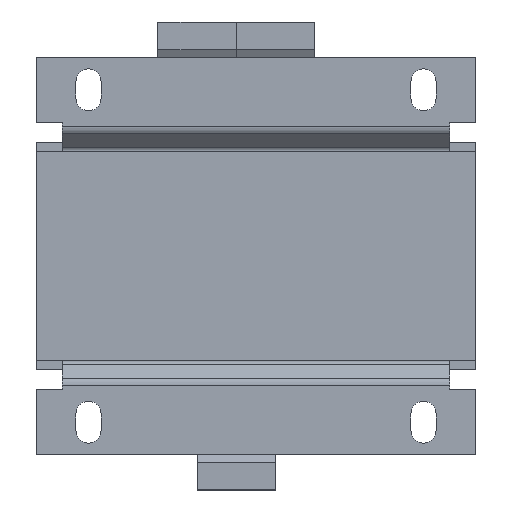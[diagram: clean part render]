
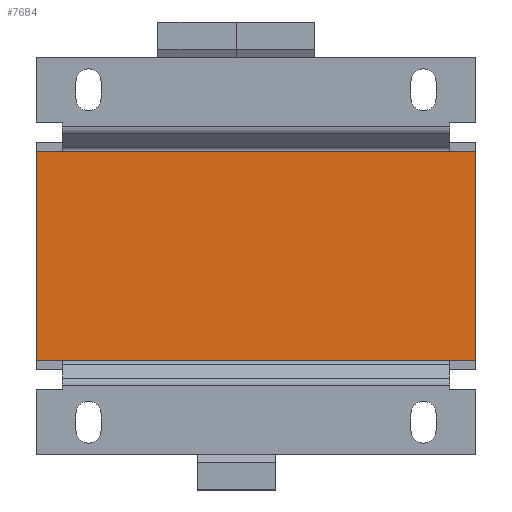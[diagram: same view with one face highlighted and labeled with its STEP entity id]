
A CAD part, front view. The second image highlights one B-rep face of the part: STEP entity #7684.
In plain terms, the highlighted planar face has unit normal (0, -1, 0).
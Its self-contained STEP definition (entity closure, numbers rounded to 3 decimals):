
#53 = CARTESIAN_POINT ( 'NONE',  ( 0., -36., 0. ) ) ;
#157 = CARTESIAN_POINT ( 'NONE',  ( -84.022, -36., -20. ) ) ;
#244 = VECTOR ( 'NONE', #3053, 1000. ) ;
#278 = LINE ( 'NONE', #157, #4856 ) ;
#295 = ORIENTED_EDGE ( 'NONE', *, *, #3015, .F. ) ;
#359 = LINE ( 'NONE', #2968, #5124 ) ;
#592 = VECTOR ( 'NONE', #2383, 1000. ) ;
#600 = ORIENTED_EDGE ( 'NONE', *, *, #2954, .F. ) ;
#622 = EDGE_LOOP ( 'NONE', ( #3824, #2330, #1856, #6379, #295, #6635, #3628, #600 ) ) ;
#1186 = DIRECTION ( 'NONE',  ( 0., 0., 1. ) ) ;
#1289 = VECTOR ( 'NONE', #5937, 1000. ) ;
#1334 = DIRECTION ( 'NONE',  ( 0., 0., 1. ) ) ;
#1368 = DIRECTION ( 'NONE',  ( -1., 0., 0. ) ) ;
#1558 = AXIS2_PLACEMENT_3D ( 'NONE', #53, #4924, #1334 ) ;
#1605 = CARTESIAN_POINT ( 'NONE',  ( 42., -36., 20. ) ) ;
#1606 = CARTESIAN_POINT ( 'NONE',  ( 42., -36., -20. ) ) ;
#1853 = VERTEX_POINT ( 'NONE', #7485 ) ;
#1856 = ORIENTED_EDGE ( 'NONE', *, *, #4140, .T. ) ;
#1948 = CARTESIAN_POINT ( 'NONE',  ( 0., -36., 20. ) ) ;
#1985 = LINE ( 'NONE', #4225, #592 ) ;
#2330 = ORIENTED_EDGE ( 'NONE', *, *, #2391, .T. ) ;
#2383 = DIRECTION ( 'NONE',  ( 0., 0., -1. ) ) ;
#2391 = EDGE_CURVE ( 'Defeature ausgef�hrt1_92+Defeature ausgef�hrt1_106+Defeature ausgef�hrt1_93+Defeature ausgef�hrt1_69', #3461, #7121, #3629, .T. ) ;
#2772 = CARTESIAN_POINT ( 'NONE',  ( 0., -36., -20. ) ) ;
#2825 = CARTESIAN_POINT ( 'NONE',  ( -42., -36., -20. ) ) ;
#2954 = EDGE_CURVE ( 'Defeature ausgef�hrt1_104+Defeature ausgef�hrt1_92+Defeature ausgef�hrt1_93+Defeature ausgef�hrt1_81', #7370, #3243, #6364, .T. ) ;
#2968 = CARTESIAN_POINT ( 'NONE',  ( -42., -36., -38. ) ) ;
#3015 = EDGE_CURVE ( 'Defeature ausgef�hrt1_94+Defeature ausgef�hrt1_92+Defeature ausgef�hrt1_100+Defeature ausgef�hrt1_110', #7463, #7594, #359, .T. ) ;
#3053 = DIRECTION ( 'NONE',  ( -1., 0., 0. ) ) ;
#3127 = LINE ( 'NONE', #1948, #244 ) ;
#3243 = VERTEX_POINT ( 'NONE', #4930 ) ;
#3255 = VERTEX_POINT ( 'NONE', #3736 ) ;
#3335 = DIRECTION ( 'NONE',  ( -1., 0., 0. ) ) ;
#3353 = CARTESIAN_POINT ( 'NONE',  ( 84.022, -36., 20. ) ) ;
#3415 = FACE_OUTER_BOUND ( 'NONE', #622, .T. ) ;
#3461 = VERTEX_POINT ( 'NONE', #1605 ) ;
#3628 = ORIENTED_EDGE ( 'NONE', *, *, #4833, .F. ) ;
#3629 = LINE ( 'NONE', #7707, #7005 ) ;
#3736 = CARTESIAN_POINT ( 'NONE',  ( -37., -36., -20. ) ) ;
#3824 = ORIENTED_EDGE ( 'NONE', *, *, #5256, .F. ) ;
#3966 = DIRECTION ( 'NONE',  ( -1., 0., 0. ) ) ;
#4122 = DIRECTION ( 'NONE',  ( -1., 0., 0. ) ) ;
#4140 = EDGE_CURVE ( 'Defeature ausgef�hrt1_92+Defeature ausgef�hrt1_69+Defeature ausgef�hrt1_106+Defeature ausgef�hrt1_110', #7121, #1853, #3127, .T. ) ;
#4225 = CARTESIAN_POINT ( 'NONE',  ( 42., -36., -38. ) ) ;
#4833 = EDGE_CURVE ( 'Defeature ausgef�hrt1_84+Defeature ausgef�hrt1_92+Defeature ausgef�hrt1_81+Defeature ausgef�hrt1_99', #3243, #3255, #7223, .T. ) ;
#4856 = VECTOR ( 'NONE', #1368, 1000. ) ;
#4907 = CARTESIAN_POINT ( 'NONE',  ( 37., -36., 20. ) ) ;
#4924 = DIRECTION ( 'NONE',  ( 0., 1., 0. ) ) ;
#4930 = CARTESIAN_POINT ( 'NONE',  ( 37., -36., -20. ) ) ;
#5124 = VECTOR ( 'NONE', #1186, 1000. ) ;
#5256 = EDGE_CURVE ( 'Defeature ausgef�hrt1_93+Defeature ausgef�hrt1_92+Defeature ausgef�hrt1_106+Defeature ausgef�hrt1_104', #3461, #7370, #1985, .T. ) ;
#5728 = LINE ( 'NONE', #3353, #7394 ) ;
#5907 = CARTESIAN_POINT ( 'NONE',  ( 0., -36., -20. ) ) ;
#5937 = DIRECTION ( 'NONE',  ( -1., 0., 0. ) ) ;
#6115 = PLANE ( 'NONE',  #1558 ) ;
#6141 = EDGE_CURVE ( 'Defeature ausgef�hrt1_92+Defeature ausgef�hrt1_110+Defeature ausgef�hrt1_69+Defeature ausgef�hrt1_94', #1853, #7594, #5728, .T. ) ;
#6228 = VECTOR ( 'NONE', #3335, 1000. ) ;
#6364 = LINE ( 'NONE', #5907, #1289 ) ;
#6379 = ORIENTED_EDGE ( 'NONE', *, *, #6141, .T. ) ;
#6635 = ORIENTED_EDGE ( 'NONE', *, *, #7122, .F. ) ;
#7005 = VECTOR ( 'NONE', #4122, 1000. ) ;
#7121 = VERTEX_POINT ( 'NONE', #4907 ) ;
#7122 = EDGE_CURVE ( 'Defeature ausgef�hrt1_100+Defeature ausgef�hrt1_92+Defeature ausgef�hrt1_99+Defeature ausgef�hrt1_94', #3255, #7463, #278, .T. ) ;
#7151 = CARTESIAN_POINT ( 'NONE',  ( -42., -36., 20. ) ) ;
#7223 = LINE ( 'NONE', #2772, #6228 ) ;
#7370 = VERTEX_POINT ( 'NONE', #1606 ) ;
#7394 = VECTOR ( 'NONE', #3966, 1000. ) ;
#7463 = VERTEX_POINT ( 'NONE', #2825 ) ;
#7485 = CARTESIAN_POINT ( 'NONE',  ( -37., -36., 20. ) ) ;
#7594 = VERTEX_POINT ( 'NONE', #7151 ) ;
#7684 = ADVANCED_FACE ( 'Defeature ausgef�hrt1_92', ( #3415 ), #6115, .F. ) ;
#7707 = CARTESIAN_POINT ( 'NONE',  ( 0., -36., 20. ) ) ;
